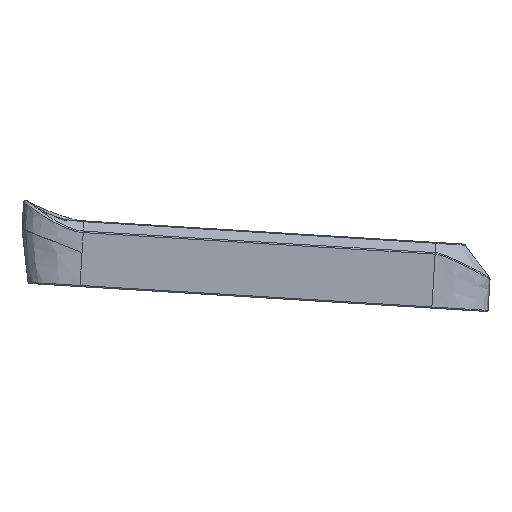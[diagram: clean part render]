
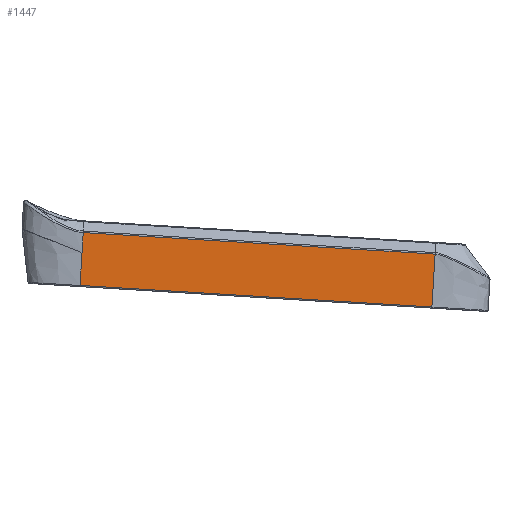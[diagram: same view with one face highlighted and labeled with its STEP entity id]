
A CAD part, left-side view. The second image highlights one B-rep face of the part: STEP entity #1447.
In plain terms, the highlighted planar face has unit normal (-1, 0, 0).
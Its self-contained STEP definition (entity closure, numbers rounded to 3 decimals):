
#90=PLANE('',#1588);
#141=FACE_OUTER_BOUND('',#240,.T.);
#240=EDGE_LOOP('',(#1110,#1111,#1112,#1113,#1114));
#371=LINE('',#2489,#487);
#374=LINE('',#2569,#490);
#376=LINE('',#2586,#492);
#377=LINE('',#2588,#493);
#378=LINE('',#2589,#494);
#487=VECTOR('',#1842,10.);
#490=VECTOR('',#1849,10.);
#492=VECTOR('',#1853,10.);
#493=VECTOR('',#1854,10.);
#494=VECTOR('',#1855,10.);
#691=VERTEX_POINT('',#2463);
#693=VERTEX_POINT('',#2485);
#697=VERTEX_POINT('',#2568);
#699=VERTEX_POINT('',#2585);
#700=VERTEX_POINT('',#2587);
#846=EDGE_CURVE('',#691,#693,#371,.T.);
#852=EDGE_CURVE('',#697,#693,#374,.T.);
#855=EDGE_CURVE('',#691,#699,#376,.T.);
#856=EDGE_CURVE('',#700,#699,#377,.T.);
#857=EDGE_CURVE('',#700,#697,#378,.T.);
#1110=ORIENTED_EDGE('',*,*,#846,.F.);
#1111=ORIENTED_EDGE('',*,*,#855,.T.);
#1112=ORIENTED_EDGE('',*,*,#856,.F.);
#1113=ORIENTED_EDGE('',*,*,#857,.T.);
#1114=ORIENTED_EDGE('',*,*,#852,.T.);
#1447=ADVANCED_FACE('',(#141),#90,.T.);
#1588=AXIS2_PLACEMENT_3D('',#2584,#1851,#1852);
#1842=DIRECTION('',(0.,0.998,0.061));
#1849=DIRECTION('',(0.,0.061,-0.998));
#1851=DIRECTION('center_axis',(-1.,0.,0.));
#1852=DIRECTION('ref_axis',(0.,-0.998,-0.061));
#1853=DIRECTION('',(0.,-0.061,0.998));
#1854=DIRECTION('',(0.,-0.998,-0.061));
#1855=DIRECTION('',(0.,0.061,-0.998));
#2463=CARTESIAN_POINT('',(-101.,-36.524,-0.291));
#2485=CARTESIAN_POINT('',(-101.,40.482,4.419));
#2489=CARTESIAN_POINT('',(-101.,24.463,3.439));
#2568=CARTESIAN_POINT('',(-101.,40.041,11.627));
#2569=CARTESIAN_POINT('',(-101.,40.113,10.457));
#2584=CARTESIAN_POINT('Origin',(-101.,46.008,11.118));
#2585=CARTESIAN_POINT('',(-101.,-37.231,11.272));
#2586=CARTESIAN_POINT('',(-101.,-36.893,5.747));
#2587=CARTESIAN_POINT('',(-101.,39.775,15.981));
#2588=CARTESIAN_POINT('',(-101.,34.585,15.664));
#2589=CARTESIAN_POINT('',(-101.,40.113,10.457));
